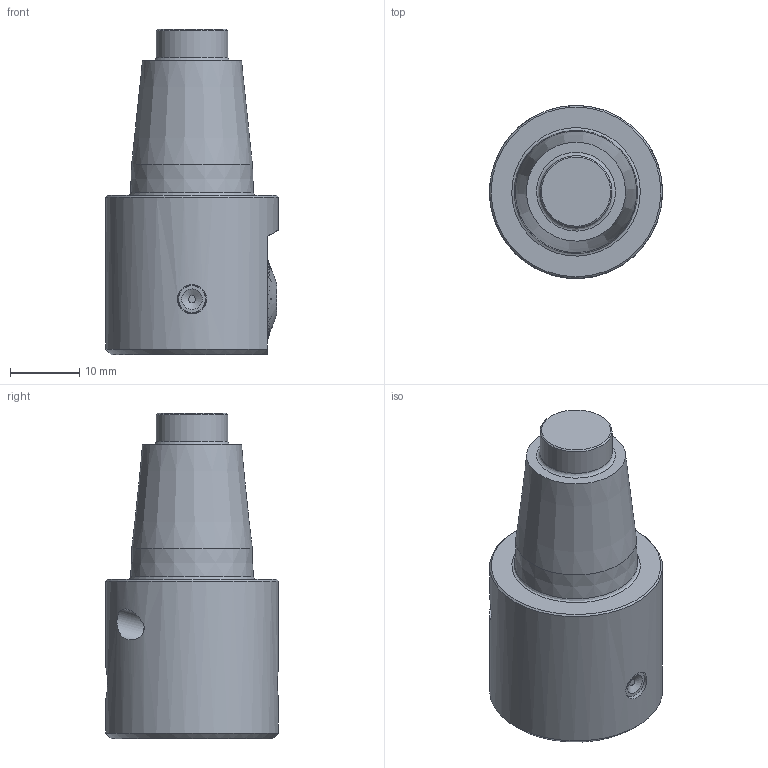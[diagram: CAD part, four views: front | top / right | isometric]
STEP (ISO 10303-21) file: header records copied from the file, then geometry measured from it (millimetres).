
FILE_DESCRIPTION(/* description */ (''),/* implementation_level */ '2;1');
FILE_NAME(/* name */ '1553780469433.stp',/* time_stamp */ '2019-03-28T14:41:22+01:00',/* author */ (''),/* organization */ ('SMS'),/* preprocessor_version */ 'ST-DEVELOPER v15',/* originating_system */ 'SIEMENS PLM Software NX 8.5',/* authorisation */ '');
FILE_SCHEMA (('AUTOMOTIVE_DESIGN { 1 0 10303 214 3 1 1 1 }'));
Length unit declared in the file: millimetre
Products named in the file (1): 111167099mod000_01
Bounding box: 25 x 25 x 47 mm (x, y, z)
Volume: 15476.1 mm3; surface area: 3935.3 mm2
Topology: 1 solids, 1 shells, 313 faces, 895 edges, 602 vertices
Faces by surface type: plane 234, cone 61, cylinder 16, torus 2
Full cylindrical faces by diameter (mm): 3 x1, 4 x1, 4.25 x1, 4.5 x1, 4.506 x1, 5 x1, 5.2 x1, 10.4 x1, 25 x1
Entity records: 10477 total; most frequent: CARTESIAN_POINT 2751, ORIENTED_EDGE 1726, DIRECTION 1377, EDGE_CURVE 863, VERTEX_POINT 585, AXIS2_PLACEMENT_3D 461, LINE 455, VECTOR 455
